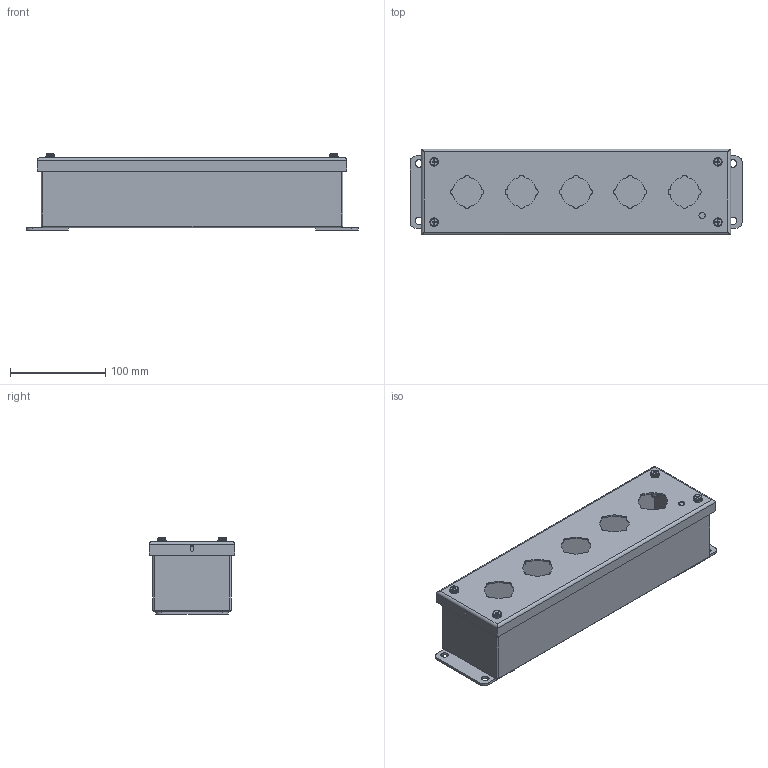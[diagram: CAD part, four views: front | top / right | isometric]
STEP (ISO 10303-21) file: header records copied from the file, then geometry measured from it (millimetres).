
FILE_DESCRIPTION (( 'STEP AP214' ), '1' );
FILE_NAME ('SCE-5PB-RAL1018.STEP', '2021-08-11T16:28:54', ( '' ), ( '' ), 'SwSTEP 2.0', 'SolidWorks 2021', '' );
FILE_SCHEMA (( 'AUTOMOTIVE_DESIGN' ));
Length unit declared in the file: inch
Products named in the file (1): SCE-5PB-RAL1018
Bounding box: 349.25 x 90.42 x 80.07 mm (x, y, z)
Volume: 216267.8 mm3; surface area: 279005.9 mm2
Topology: 19 solids, 19 shells, 587 faces, 1500 edges, 892 vertices
Faces by surface type: cylinder 224, plane 201, bspline 128, cone 18, sphere 16
Full cylindrical faces by diameter (mm): 3.708 x4, 4.775 x5, 4.826 x5, 5.156 x4, 5.588 x4, 6.35 x4, 6.36 x4, 6.502 x1, 6.604 x4, 6.858 x4, 7.112 x1, 7.417 x8, 7.938 x4, 8.052 x4, 8.484 x4, 8.636 x4, 9.195 x4, 11.092 x4
Entity records: 27853 total; most frequent: CARTESIAN_POINT 7526, DIRECTION 2466, ORIENTED_EDGE 2456, EDGE_CURVE 1228, AXIS2_PLACEMENT_3D 962, VERTEX_POINT 830, EDGE_LOOP 786, FACE_OUTER_BOUND 691
